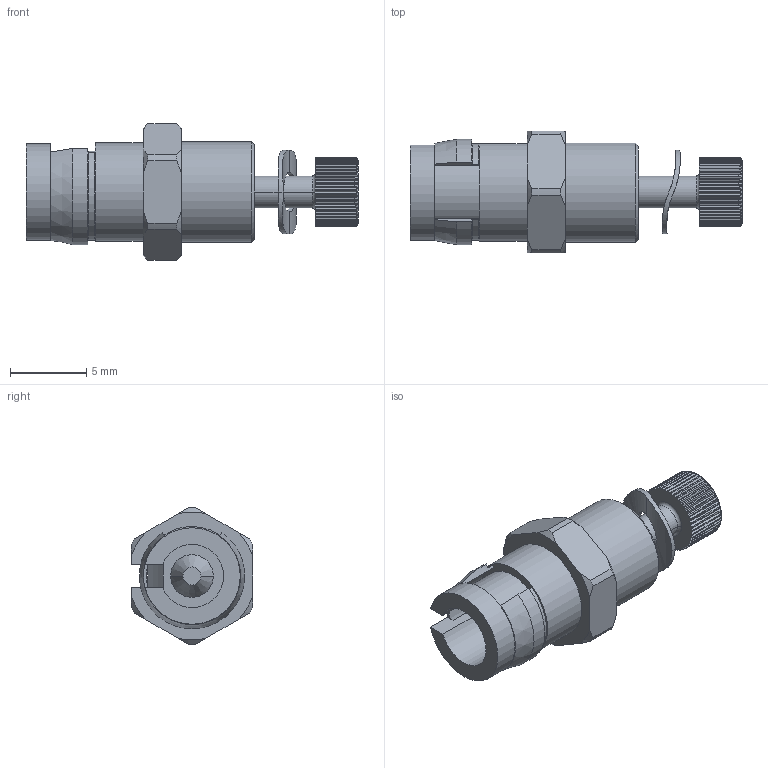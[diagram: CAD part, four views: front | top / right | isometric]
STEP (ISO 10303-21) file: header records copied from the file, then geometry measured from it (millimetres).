
FILE_DESCRIPTION((''),'2;1');
FILE_NAME('00190117607','2020-03-12T',('presta_be4'),(''),'CREO PARAMETRIC BY PTC INC, 2018360','CREO PARAMETRIC BY PTC INC, 2018360','');
FILE_SCHEMA(('CONFIG_CONTROL_DESIGN'));
Length unit declared in the file: millimetre
Products named in the file (1): 00190117607
Bounding box: 21.81 x 8 x 9 mm (x, y, z)
Volume: 431.9 mm3; surface area: 968.6 mm2
Topology: 4 solids, 4 shells, 240 faces, 681 edges, 449 vertices
Faces by surface type: plane 132, cylinder 81, cone 20, torus 7
Entity records: 8629 total; most frequent: CARTESIAN_POINT 2477, ORIENTED_EDGE 1358, DIRECTION 1190, EDGE_CURVE 679, VERTEX_POINT 449, AXIS2_PLACEMENT_3D 417, VECTOR 356, LINE 356
